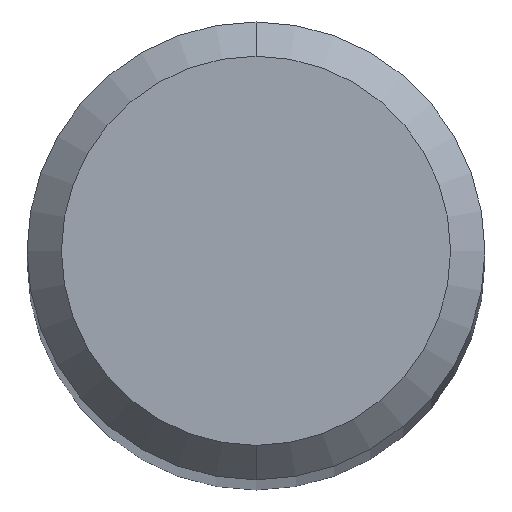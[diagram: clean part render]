
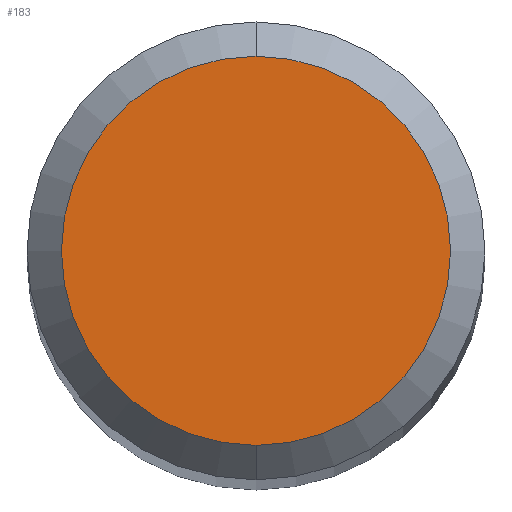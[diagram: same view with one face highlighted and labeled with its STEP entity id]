
A CAD part, top view. The second image highlights one B-rep face of the part: STEP entity #183.
In plain terms, the highlighted planar face has unit normal (0, 0, 1).
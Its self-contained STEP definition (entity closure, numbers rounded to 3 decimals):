
#183=ADVANCED_FACE('',(#492),#493,.T.);
#311=VERTEX_POINT('',#637);
#343=EDGE_CURVE('',#311,#373,#671,.T.);
#373=VERTEX_POINT('',#704);
#391=EDGE_CURVE('',#373,#311,#723,.T.);
#492=FACE_OUTER_BOUND('',#827,.T.);
#493=PLANE('',#828);
#637=CARTESIAN_POINT('',(0.,-1.7,0.0));
#671=CIRCLE('',#1182,1.7);
#704=CARTESIAN_POINT('',(0.0,1.7,0.0));
#723=CIRCLE('',#1302,1.7);
#827=EDGE_LOOP('',(#1459,#1460));
#828=AXIS2_PLACEMENT_3D('',#1461,#1462,#1463);
#1182=AXIS2_PLACEMENT_3D('',#1679,#1680,#1681);
#1302=AXIS2_PLACEMENT_3D('',#1726,#1727,#1728);
#1459=ORIENTED_EDGE('',*,*,#391,.F.);
#1460=ORIENTED_EDGE('',*,*,#343,.F.);
#1461=CARTESIAN_POINT('',(0.0,0.85,0.0));
#1462=DIRECTION('',(-0.0,0.0,1.0));
#1463=DIRECTION('',(0.0,-1.0,0.0));
#1679=CARTESIAN_POINT('',(0.0,0.0,0.0));
#1680=DIRECTION('',(0.0,0.0,-1.0));
#1681=DIRECTION('',(0.0,1.0,0.0));
#1726=CARTESIAN_POINT('',(0.0,0.0,0.0));
#1727=DIRECTION('',(0.0,0.0,-1.0));
#1728=DIRECTION('',(0.0,1.0,0.0));
